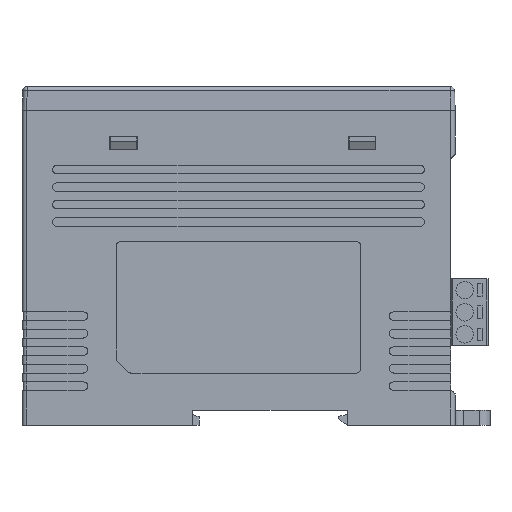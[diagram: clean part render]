
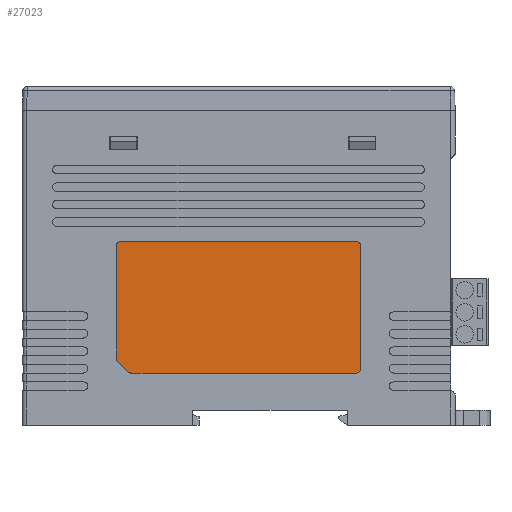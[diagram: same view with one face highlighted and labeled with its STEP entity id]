
A CAD part, left-side view. The second image highlights one B-rep face of the part: STEP entity #27023.
In plain terms, the highlighted planar face has unit normal (-1, 0, 0).
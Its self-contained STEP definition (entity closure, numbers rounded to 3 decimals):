
#407 = CARTESIAN_POINT ( 'NONE',  ( -15.85, 27., -30. ) ) ;
#418 = CARTESIAN_POINT ( 'NONE',  ( -15.85, -28., -31. ) ) ;
#593 = CARTESIAN_POINT ( 'NONE',  ( -15.85, -27., -30. ) ) ;
#1008 = CIRCLE ( 'NONE', #20755, 1. ) ;
#1365 = EDGE_CURVE ( 'NONE', #9058, #2564, #1946, .T. ) ;
#1415 = CARTESIAN_POINT ( 'NONE',  ( -15.85, 28., -31. ) ) ;
#1669 = CARTESIAN_POINT ( 'NONE',  ( -15.85, -27., -30. ) ) ;
#1828 = ORIENTED_EDGE ( 'NONE', *, *, #8944, .T. ) ;
#1946 = LINE ( 'NONE', #16743, #21173 ) ;
#2564 = VERTEX_POINT ( 'NONE', #10380 ) ;
#3271 = ORIENTED_EDGE ( 'NONE', *, *, #14861, .F. ) ;
#3693 = CARTESIAN_POINT ( 'NONE',  ( -15.85, 25.293, -59.707 ) ) ;
#3857 = ORIENTED_EDGE ( 'NONE', *, *, #26979, .T. ) ;
#3967 = CARTESIAN_POINT ( 'NONE',  ( -15.85, -28., -31. ) ) ;
#4389 = CARTESIAN_POINT ( 'NONE',  ( -15.85, 27., -56.586 ) ) ;
#4949 = DIRECTION ( 'NONE',  ( 0., 1., 0. ) ) ;
#4962 = CARTESIAN_POINT ( 'NONE',  ( -15.85, -27., -60. ) ) ;
#5203 = ORIENTED_EDGE ( 'NONE', *, *, #1365, .F. ) ;
#5377 = CARTESIAN_POINT ( 'NONE',  ( -15.85, 27.707, -57.293 ) ) ;
#8756 = DIRECTION ( 'NONE',  ( -1., 0., 0. ) ) ;
#8944 = EDGE_CURVE ( 'NONE', #35769, #10333, #29718, .T. ) ;
#9058 = VERTEX_POINT ( 'NONE', #4962 ) ;
#9266 = DIRECTION ( 'NONE',  ( -1., 0., 0. ) ) ;
#9491 = PLANE ( 'NONE',  #36341 ) ;
#9673 = CARTESIAN_POINT ( 'NONE',  ( -15.85, -27., -59. ) ) ;
#10333 = VERTEX_POINT ( 'NONE', #28747 ) ;
#10380 = CARTESIAN_POINT ( 'NONE',  ( -15.85, 24.586, -60. ) ) ;
#10632 = DIRECTION ( 'NONE',  ( 0., 1., 0. ) ) ;
#10716 = DIRECTION ( 'NONE',  ( -1., 0., 0. ) ) ;
#10860 = LINE ( 'NONE', #34108, #17484 ) ;
#10901 = EDGE_CURVE ( 'NONE', #33525, #29899, #26817, .T. ) ;
#10945 = VECTOR ( 'NONE', #35336, 1000. ) ;
#11104 = DIRECTION ( 'NONE',  ( 0., 0., -1. ) ) ;
#11940 = DIRECTION ( 'NONE',  ( 0., 0., -1. ) ) ;
#12241 = VERTEX_POINT ( 'NONE', #5377 ) ;
#12439 = CARTESIAN_POINT ( 'NONE',  ( -15.85, -27., -59. ) ) ;
#12862 = DIRECTION ( 'NONE',  ( -1., 0., 0. ) ) ;
#13142 = CIRCLE ( 'NONE', #34116, 1. ) ;
#14861 = EDGE_CURVE ( 'NONE', #34532, #12241, #10860, .T. ) ;
#15758 = VECTOR ( 'NONE', #10632, 1000. ) ;
#16162 = DIRECTION ( 'NONE',  ( -1., 0., 0. ) ) ;
#16743 = CARTESIAN_POINT ( 'NONE',  ( -15.85, -27., -60. ) ) ;
#17158 = ORIENTED_EDGE ( 'NONE', *, *, #18126, .T. ) ;
#17239 = DIRECTION ( 'NONE',  ( 0., 0., -1. ) ) ;
#17484 = VECTOR ( 'NONE', #30746, 1000. ) ;
#17526 = CARTESIAN_POINT ( 'NONE',  ( -15.85, -28., -59. ) ) ;
#17534 = VECTOR ( 'NONE', #18210, 1000. ) ;
#17872 = EDGE_CURVE ( 'NONE', #36287, #35769, #24727, .T. ) ;
#18126 = EDGE_CURVE ( 'NONE', #32492, #36287, #27342, .T. ) ;
#18210 = DIRECTION ( 'NONE',  ( 0., 0., -1. ) ) ;
#18270 = AXIS2_PLACEMENT_3D ( 'NONE', #4389, #16162, #18625 ) ;
#18625 = DIRECTION ( 'NONE',  ( 0., 0., -1. ) ) ;
#19713 = ORIENTED_EDGE ( 'NONE', *, *, #10901, .F. ) ;
#20529 = EDGE_CURVE ( 'NONE', #34532, #2564, #1008, .T. ) ;
#20755 = AXIS2_PLACEMENT_3D ( 'NONE', #25493, #36554, #17239 ) ;
#21173 = VECTOR ( 'NONE', #4949, 1000. ) ;
#24310 = DIRECTION ( 'NONE',  ( 0., 0., -1. ) ) ;
#24727 = CIRCLE ( 'NONE', #35516, 1. ) ;
#25227 = ORIENTED_EDGE ( 'NONE', *, *, #20529, .T. ) ;
#25348 = CARTESIAN_POINT ( 'NONE',  ( -15.85, 27., -31. ) ) ;
#25493 = CARTESIAN_POINT ( 'NONE',  ( -15.85, 24.586, -59. ) ) ;
#26031 = CIRCLE ( 'NONE', #18270, 1. ) ;
#26817 = LINE ( 'NONE', #3967, #17534 ) ;
#26979 = EDGE_CURVE ( 'NONE', #33525, #32492, #35750, .T. ) ;
#27023 = ADVANCED_FACE ( 'NONE', ( #35180 ), #9491, .T. ) ;
#27342 = LINE ( 'NONE', #1669, #15758 ) ;
#28747 = CARTESIAN_POINT ( 'NONE',  ( -15.85, 28., -56.586 ) ) ;
#28937 = EDGE_LOOP ( 'NONE', ( #36063, #19713, #3857, #17158, #29469, #1828, #34777, #3271, #25227, #5203 ) ) ;
#29469 = ORIENTED_EDGE ( 'NONE', *, *, #17872, .T. ) ;
#29718 = LINE ( 'NONE', #1415, #10945 ) ;
#29899 = VERTEX_POINT ( 'NONE', #17526 ) ;
#29977 = EDGE_CURVE ( 'NONE', #9058, #29899, #13142, .T. ) ;
#30746 = DIRECTION ( 'NONE',  ( 0., 0.707, 0.707 ) ) ;
#32170 = AXIS2_PLACEMENT_3D ( 'NONE', #34445, #8756, #11940 ) ;
#32492 = VERTEX_POINT ( 'NONE', #593 ) ;
#33525 = VERTEX_POINT ( 'NONE', #418 ) ;
#34108 = CARTESIAN_POINT ( 'NONE',  ( -15.85, 25.293, -59.707 ) ) ;
#34116 = AXIS2_PLACEMENT_3D ( 'NONE', #12439, #9266, #34762 ) ;
#34445 = CARTESIAN_POINT ( 'NONE',  ( -15.85, -27., -31. ) ) ;
#34532 = VERTEX_POINT ( 'NONE', #3693 ) ;
#34762 = DIRECTION ( 'NONE',  ( 0., 0., -1. ) ) ;
#34777 = ORIENTED_EDGE ( 'NONE', *, *, #35094, .T. ) ;
#35094 = EDGE_CURVE ( 'NONE', #10333, #12241, #26031, .T. ) ;
#35180 = FACE_OUTER_BOUND ( 'NONE', #28937, .T. ) ;
#35336 = DIRECTION ( 'NONE',  ( 0., 0., -1. ) ) ;
#35516 = AXIS2_PLACEMENT_3D ( 'NONE', #25348, #10716, #11104 ) ;
#35750 = CIRCLE ( 'NONE', #32170, 1. ) ;
#35769 = VERTEX_POINT ( 'NONE', #36072 ) ;
#36063 = ORIENTED_EDGE ( 'NONE', *, *, #29977, .T. ) ;
#36072 = CARTESIAN_POINT ( 'NONE',  ( -15.85, 28., -31. ) ) ;
#36287 = VERTEX_POINT ( 'NONE', #407 ) ;
#36341 = AXIS2_PLACEMENT_3D ( 'NONE', #9673, #12862, #24310 ) ;
#36554 = DIRECTION ( 'NONE',  ( -1., 0., 0. ) ) ;
